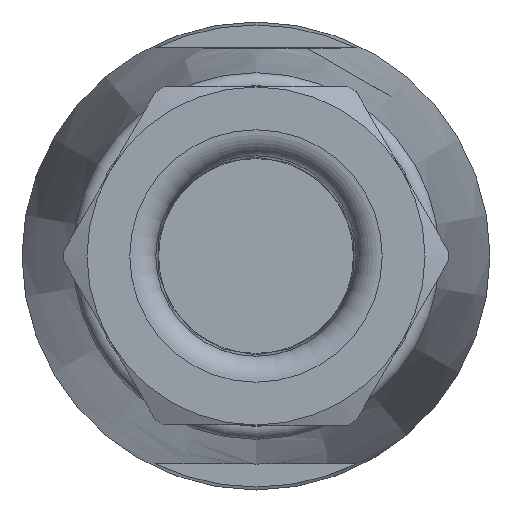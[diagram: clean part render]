
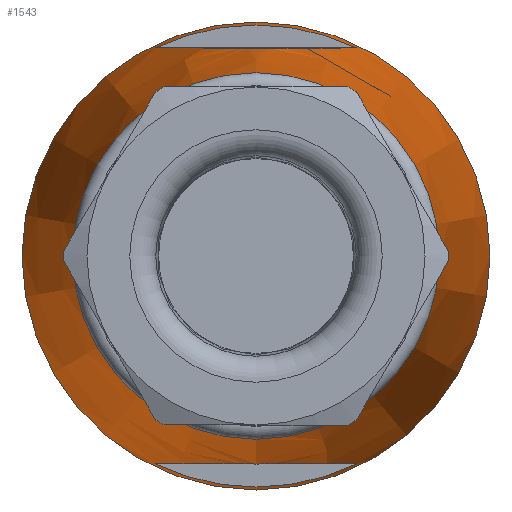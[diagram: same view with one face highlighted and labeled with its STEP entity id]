
A CAD part, left-side view. The second image highlights one B-rep face of the part: STEP entity #1543.
In plain terms, the highlighted conical face has half-angle 6.52 degrees and reference radius 9 mm.
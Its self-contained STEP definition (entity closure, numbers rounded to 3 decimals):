
#43=CONICAL_SURFACE('',#4140,9.,6.52);
#176=B_SPLINE_CURVE_WITH_KNOTS('',3,(#5765,#5766,#5767,#5768,#5769,#5770,
#5771,#5772,#5773,#5774,#5775,#5776,#5777,#5778,#5779,#5780,#5781,#5782),
 .UNSPECIFIED.,.F.,.F.,(4,2,2,2,2,2,2,2,4),(0.,0.25,0.375,0.438,0.5,0.563,
0.625,0.75,1.),.UNSPECIFIED.);
#177=B_SPLINE_CURVE_WITH_KNOTS('',3,(#5786,#5787,#5788,#5789,#5790,#5791,
#5792,#5793,#5794,#5795,#5796,#5797,#5798,#5799,#5800,#5801,#5802,#5803),
 .UNSPECIFIED.,.F.,.F.,(4,2,2,2,2,2,2,2,4),(0.,0.25,0.375,0.438,0.5,0.563,
0.625,0.75,1.),.UNSPECIFIED.);
#1543=ADVANCED_FACE('',(#1825,#1826,#1827,#1828),#43,.T.);
#1825=FACE_BOUND('',#1959,.T.);
#1826=FACE_BOUND('',#1960,.T.);
#1827=FACE_BOUND('',#1961,.T.);
#1828=FACE_BOUND('',#1962,.T.);
#1959=EDGE_LOOP('',(#2274));
#1960=EDGE_LOOP('',(#2275));
#1961=EDGE_LOOP('',(#2276,#2277));
#1962=EDGE_LOOP('',(#2278,#2279));
#2274=ORIENTED_EDGE('',*,*,#3469,.T.);
#2275=ORIENTED_EDGE('',*,*,#3470,.F.);
#2276=ORIENTED_EDGE('',*,*,#3471,.T.);
#2277=ORIENTED_EDGE('',*,*,#3472,.T.);
#2278=ORIENTED_EDGE('',*,*,#3473,.F.);
#2279=ORIENTED_EDGE('',*,*,#3474,.F.);
#3146=VERTEX_POINT('',#5762);
#3147=VERTEX_POINT('',#5764);
#3148=VERTEX_POINT('',#5783);
#3149=VERTEX_POINT('',#5784);
#3150=VERTEX_POINT('',#5804);
#3151=VERTEX_POINT('',#5805);
#3469=EDGE_CURVE('',#3146,#3146,#3909,.T.);
#3470=EDGE_CURVE('',#3147,#3147,#3910,.T.);
#3471=EDGE_CURVE('',#3148,#3149,#176,.T.);
#3472=EDGE_CURVE('',#3149,#3148,#3911,.T.);
#3473=EDGE_CURVE('',#3150,#3151,#177,.T.);
#3474=EDGE_CURVE('',#3151,#3150,#3912,.T.);
#3909=CIRCLE('',#4136,9.);
#3910=CIRCLE('',#4137,7.051);
#3911=CIRCLE('',#4138,8.886);
#3912=CIRCLE('',#4139,8.886);
#4136=AXIS2_PLACEMENT_3D('',#5761,#4604,#4605);
#4137=AXIS2_PLACEMENT_3D('',#5763,#4606,#4607);
#4138=AXIS2_PLACEMENT_3D('',#5785,#4608,#4609);
#4139=AXIS2_PLACEMENT_3D('',#5806,#4610,#4611);
#4140=AXIS2_PLACEMENT_3D('',#5807,#4612,#4613);
#4604=DIRECTION('',(-1.,0.,0.));
#4605=DIRECTION('',(0.,0.,-1.));
#4606=DIRECTION('',(-1.,0.,0.));
#4607=DIRECTION('',(0.,0.,-1.));
#4608=DIRECTION('',(1.,0.,0.));
#4609=DIRECTION('',(0.,-1.,0.));
#4610=DIRECTION('',(-1.,0.,0.));
#4611=DIRECTION('',(0.,1.,0.));
#4612=DIRECTION('',(1.,0.,0.));
#4613=DIRECTION('',(0.,0.,1.));
#5761=CARTESIAN_POINT('',(-0.5,0.,0.));
#5762=CARTESIAN_POINT('',(-0.5,0.,-9.));
#5763=CARTESIAN_POINT('',(-17.557,0.,0.));
#5764=CARTESIAN_POINT('',(-17.557,0.,-7.051));
#5765=CARTESIAN_POINT('',(-1.5,3.867,-8.));
#5766=CARTESIAN_POINT('',(-2.925,3.493,-8.));
#5767=CARTESIAN_POINT('',(-4.341,3.088,-8.));
#5768=CARTESIAN_POINT('',(-6.42,2.311,-8.));
#5769=CARTESIAN_POINT('',(-7.115,2.023,-8.));
#5770=CARTESIAN_POINT('',(-8.091,1.473,-8.));
#5771=CARTESIAN_POINT('',(-8.405,1.272,-8.));
#5772=CARTESIAN_POINT('',(-8.962,0.769,-8.));
#5773=CARTESIAN_POINT('',(-9.222,0.445,-8.));
#5774=CARTESIAN_POINT('',(-9.274,-0.324,-8.));
#5775=CARTESIAN_POINT('',(-9.041,-0.673,-8.));
#5776=CARTESIAN_POINT('',(-8.5,-1.203,-8.));
#5777=CARTESIAN_POINT('',(-8.18,-1.416,-8.));
#5778=CARTESIAN_POINT('',(-7.205,-1.983,-8.));
#5779=CARTESIAN_POINT('',(-6.506,-2.276,-8.));
#5780=CARTESIAN_POINT('',(-4.392,-3.074,-8.));
#5781=CARTESIAN_POINT('',(-2.95,-3.487,-8.));
#5782=CARTESIAN_POINT('',(-1.5,-3.867,-8.));
#5783=CARTESIAN_POINT('',(-1.5,3.867,-8.));
#5784=CARTESIAN_POINT('',(-1.5,-3.867,-8.));
#5785=CARTESIAN_POINT('',(-1.5,0.,0.));
#5786=CARTESIAN_POINT('',(-1.5,3.867,8.));
#5787=CARTESIAN_POINT('',(-2.925,3.493,8.));
#5788=CARTESIAN_POINT('',(-4.341,3.088,8.));
#5789=CARTESIAN_POINT('',(-6.42,2.311,8.));
#5790=CARTESIAN_POINT('',(-7.115,2.023,8.));
#5791=CARTESIAN_POINT('',(-8.091,1.473,8.));
#5792=CARTESIAN_POINT('',(-8.405,1.272,8.));
#5793=CARTESIAN_POINT('',(-8.962,0.769,8.));
#5794=CARTESIAN_POINT('',(-9.222,0.445,8.));
#5795=CARTESIAN_POINT('',(-9.274,-0.324,8.));
#5796=CARTESIAN_POINT('',(-9.041,-0.673,8.));
#5797=CARTESIAN_POINT('',(-8.5,-1.203,8.));
#5798=CARTESIAN_POINT('',(-8.18,-1.416,8.));
#5799=CARTESIAN_POINT('',(-7.205,-1.983,8.));
#5800=CARTESIAN_POINT('',(-6.506,-2.276,8.));
#5801=CARTESIAN_POINT('',(-4.392,-3.074,8.));
#5802=CARTESIAN_POINT('',(-2.95,-3.487,8.));
#5803=CARTESIAN_POINT('',(-1.5,-3.867,8.));
#5804=CARTESIAN_POINT('',(-1.5,3.867,8.));
#5805=CARTESIAN_POINT('',(-1.5,-3.867,8.));
#5806=CARTESIAN_POINT('',(-1.5,0.,0.));
#5807=CARTESIAN_POINT('',(-0.5,0.,0.));
